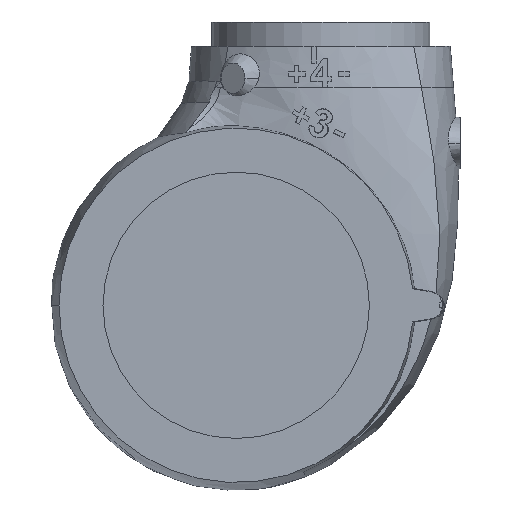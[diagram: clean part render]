
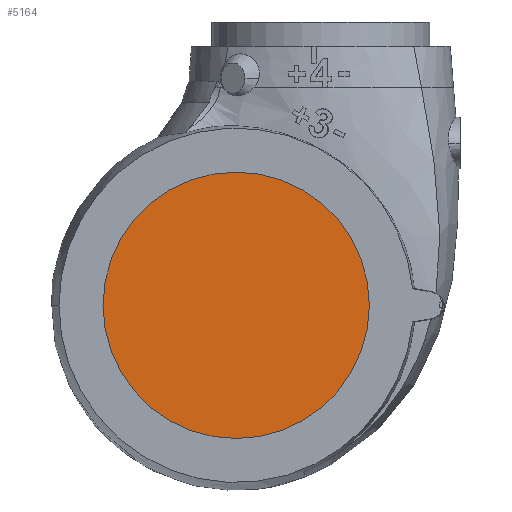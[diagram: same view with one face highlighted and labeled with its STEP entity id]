
A CAD part, front view. The second image highlights one B-rep face of the part: STEP entity #5164.
In plain terms, the highlighted planar face has unit normal (0, -1, 0).
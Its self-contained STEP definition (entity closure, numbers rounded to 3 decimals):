
#1349=CARTESIAN_POINT('',(-35.,-67.5,0.));
#1350=DIRECTION('',(0.,-1.,0.));
#1351=DIRECTION('',(-1.,0.,0.));
#1352=AXIS2_PLACEMENT_3D('',#1349,#1350,#1351);
#1354=CARTESIAN_POINT('',(-35.,-67.5,0.));
#1355=DIRECTION('',(0.,-1.,0.));
#1356=DIRECTION('',(1.,0.,0.));
#1357=AXIS2_PLACEMENT_3D('',#1354,#1355,#1356);
#2685=CARTESIAN_POINT('',(20.,-67.5,0.));
#2687=VERTEX_POINT('',#2685);
#2689=CARTESIAN_POINT('',(-90.,-67.5,0.));
#2691=VERTEX_POINT('',#2689);
#5155=CARTESIAN_POINT('',(20.,-67.5,0.));
#5156=DIRECTION('',(0.,1.,0.));
#5157=DIRECTION('',(-1.,0.,0.));
#5158=AXIS2_PLACEMENT_3D('',#5155,#5156,#5157);
#5159=PLANE('',#5158);
#5160=ORIENTED_EDGE('',*,*,#5149,.F.);
#5161=ORIENTED_EDGE('',*,*,#5135,.F.);
#5162=EDGE_LOOP('',(#5160,#5161));
#5163=FACE_OUTER_BOUND('',#5162,.F.);
#5164=ADVANCED_FACE('',(#5163),#5159,.F.);
#1353=CIRCLE('',#1352,55.);
#1358=CIRCLE('',#1357,55.);
#5135=EDGE_CURVE('',#2687,#2691,#1358,.T.);
#5149=EDGE_CURVE('',#2691,#2687,#1353,.T.);
